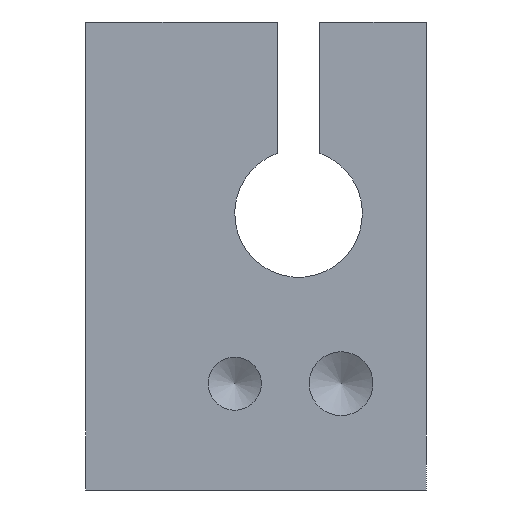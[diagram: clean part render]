
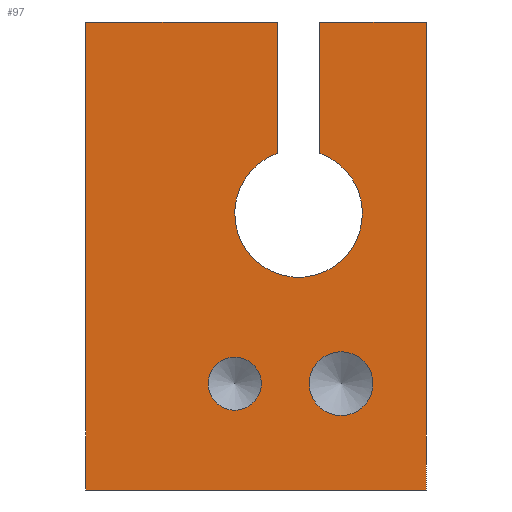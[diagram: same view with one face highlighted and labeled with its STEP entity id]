
A CAD part, left-side view. The second image highlights one B-rep face of the part: STEP entity #97.
In plain terms, the highlighted planar face has unit normal (-1, 0, 0).
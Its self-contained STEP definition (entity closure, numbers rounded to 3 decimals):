
#97=ADVANCED_FACE('',(#183,#184,#185),#186,.F.);
#183=FACE_BOUND('',#329,.T.);
#184=FACE_BOUND('',#330,.T.);
#185=FACE_OUTER_BOUND('',#331,.T.);
#186=PLANE('',#332);
#329=EDGE_LOOP('',(#550));
#330=EDGE_LOOP('',(#551));
#331=EDGE_LOOP('',(#552,#553,#554,#555,#556,#557,#558,#559));
#332=AXIS2_PLACEMENT_3D('',#560,#561,#562);
#550=ORIENTED_EDGE('',*,*,#740,.T.);
#551=ORIENTED_EDGE('',*,*,#785,.T.);
#552=ORIENTED_EDGE('',*,*,#786,.F.);
#553=ORIENTED_EDGE('',*,*,#787,.F.);
#554=ORIENTED_EDGE('',*,*,#788,.F.);
#555=ORIENTED_EDGE('',*,*,#748,.F.);
#556=ORIENTED_EDGE('',*,*,#789,.T.);
#557=ORIENTED_EDGE('',*,*,#790,.T.);
#558=ORIENTED_EDGE('',*,*,#791,.F.);
#559=ORIENTED_EDGE('',*,*,#752,.F.);
#560=CARTESIAN_POINT('',(-23.0,8.0,22.0));
#561=DIRECTION('',(1.0,0.,0.0));
#562=DIRECTION('',(0.,1.0,0.0));
#740=EDGE_CURVE('',#832,#832,#833,.T.);
#748=EDGE_CURVE('',#847,#842,#849,.T.);
#752=EDGE_CURVE('',#855,#850,#857,.T.);
#785=EDGE_CURVE('',#916,#916,#917,.T.);
#786=EDGE_CURVE('',#918,#855,#919,.T.);
#787=EDGE_CURVE('',#920,#918,#921,.T.);
#788=EDGE_CURVE('',#842,#920,#922,.T.);
#789=EDGE_CURVE('',#847,#923,#924,.T.);
#790=EDGE_CURVE('',#923,#925,#926,.T.);
#791=EDGE_CURVE('',#850,#925,#927,.T.);
#832=VERTEX_POINT('',#988);
#833=CIRCLE('',#989,1.5);
#842=VERTEX_POINT('',#1002);
#847=VERTEX_POINT('',#1009);
#849=LINE('',#1012,#1013);
#850=VERTEX_POINT('',#1014);
#855=VERTEX_POINT('',#1021);
#857=LINE('',#1024,#1025);
#916=VERTEX_POINT('',#1100);
#917=CIRCLE('',#1101,1.25);
#918=VERTEX_POINT('',#1102);
#919=LINE('',#1103,#1104);
#920=VERTEX_POINT('',#1105);
#921=CIRCLE('',#1106,3.0);
#922=LINE('',#1107,#1108);
#923=VERTEX_POINT('',#1109);
#924=LINE('',#1110,#1111);
#925=VERTEX_POINT('',#1112);
#926=LINE('',#1113,#1114);
#927=LINE('',#1115,#1116);
#988=CARTESIAN_POINT('',(-23.0,-4.0,6.5));
#989=AXIS2_PLACEMENT_3D('',#1191,#1192,#1193);
#1002=CARTESIAN_POINT('',(-23.0,-1.0,22.0));
#1009=CARTESIAN_POINT('',(-23.0,8.0,22.0));
#1012=CARTESIAN_POINT('',(-23.0,8.0,22.0));
#1013=VECTOR('',#1201,1.0);
#1014=CARTESIAN_POINT('',(-23.0,-8.0,22.0));
#1021=CARTESIAN_POINT('',(-23.0,-3.0,22.0));
#1024=CARTESIAN_POINT('',(-23.0,8.0,22.0));
#1025=VECTOR('',#1205,1.0);
#1100=CARTESIAN_POINT('',(-23.0,2.25,5.0));
#1101=AXIS2_PLACEMENT_3D('',#1270,#1271,#1272);
#1102=CARTESIAN_POINT('',(-23.0,-3.0,15.828));
#1103=CARTESIAN_POINT('',(-23.0,-3.0,15.828));
#1104=VECTOR('',#1273,1.0);
#1105=CARTESIAN_POINT('',(-23.0,-1.0,15.828));
#1106=AXIS2_PLACEMENT_3D('',#1274,#1275,#1276);
#1107=CARTESIAN_POINT('',(-23.0,-1.0,22.0));
#1108=VECTOR('',#1277,1.0);
#1109=CARTESIAN_POINT('',(-23.0,8.0,0.0));
#1110=CARTESIAN_POINT('',(-23.0,8.0,22.0));
#1111=VECTOR('',#1278,1.0);
#1112=CARTESIAN_POINT('',(-23.0,-8.0,0.0));
#1113=CARTESIAN_POINT('',(-23.0,8.0,0.0));
#1114=VECTOR('',#1279,1.0);
#1115=CARTESIAN_POINT('',(-23.0,-8.0,22.0));
#1116=VECTOR('',#1280,1.0);
#1191=CARTESIAN_POINT('',(-23.0,-4.0,5.0));
#1192=DIRECTION('',(1.0,0.0,-0.0));
#1193=DIRECTION('',(0.0,0.0,1.0));
#1201=DIRECTION('',(0.,-1.0,0.0));
#1205=DIRECTION('',(0.,-1.0,0.0));
#1270=CARTESIAN_POINT('',(-23.0,1.0,5.0));
#1271=DIRECTION('',(1.0,0.,0.0));
#1272=DIRECTION('',(0.,1.0,0.0));
#1273=DIRECTION('',(0.0,0.0,1.0));
#1274=CARTESIAN_POINT('',(-23.0,-2.0,13.0));
#1275=DIRECTION('',(-1.0,0.,0.0));
#1276=DIRECTION('',(0.0,0.0,1.0));
#1277=DIRECTION('',(0.0,0.0,-1.0));
#1278=DIRECTION('',(0.0,0.0,-1.0));
#1279=DIRECTION('',(0.,-1.0,0.0));
#1280=DIRECTION('',(0.0,0.0,-1.0));
